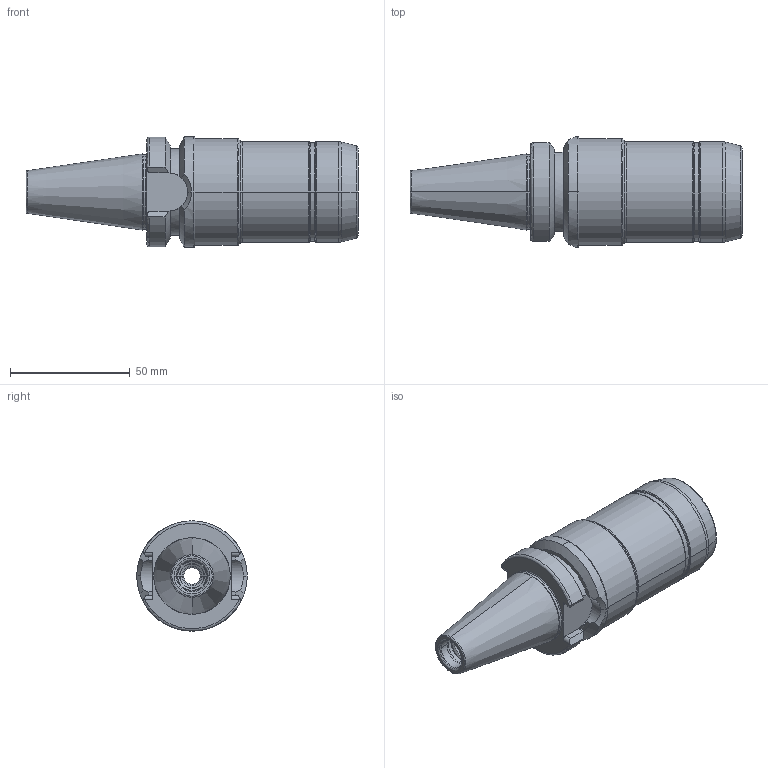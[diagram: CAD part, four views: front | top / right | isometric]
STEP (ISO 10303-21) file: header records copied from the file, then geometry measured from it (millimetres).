
FILE_DESCRIPTION((''),'2;1');
FILE_NAME('BT30-HC20P-90','2019-12-30T11:13:29',('KKK'),(''),'CREO PARAMETRIC BY PTC INC, 2018100','CREO PARAMETRIC BY PTC INC, 2018100','');
FILE_SCHEMA(('CONFIG_CONTROL_DESIGN'));
Length unit declared in the file: millimetre
Products named in the file (1): BT30-HC20P-90
Bounding box: 138.4 x 46 x 46 mm (x, y, z)
Volume: 125944.9 mm3; surface area: 25719.1 mm2
Topology: 1 solids, 3 shells, 135 faces, 314 edges, 188 vertices
Faces by surface type: cylinder 46, cone 30, torus 28, plane 23, bspline 8
Entity records: 4177 total; most frequent: CARTESIAN_POINT 1054, DIRECTION 686, ORIENTED_EDGE 620, EDGE_CURVE 314, AXIS2_PLACEMENT_3D 292, VERTEX_POINT 188, CIRCLE 164, EDGE_LOOP 144
